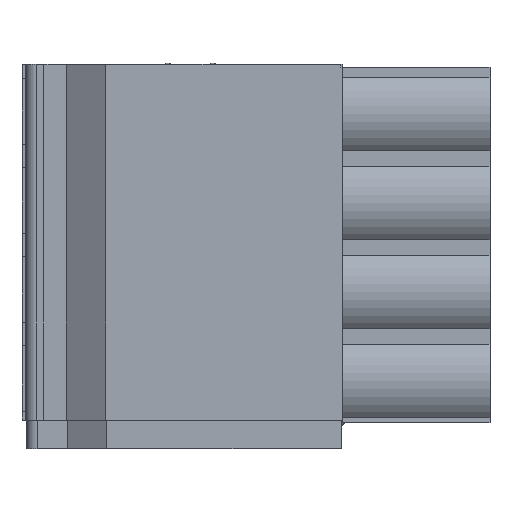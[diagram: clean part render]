
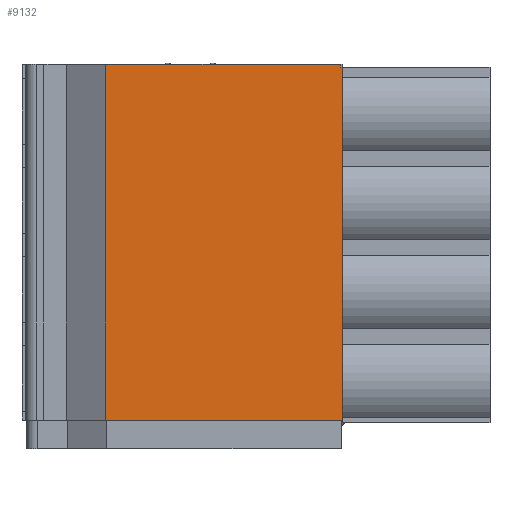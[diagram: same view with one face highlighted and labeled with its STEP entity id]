
A CAD part, front view. The second image highlights one B-rep face of the part: STEP entity #9132.
In plain terms, the highlighted planar face has unit normal (0, -1, 0).
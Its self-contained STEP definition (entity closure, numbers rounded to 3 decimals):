
#821=FACE_OUTER_BOUND('',#1410,.T.);
#1410=EDGE_LOOP('',(#7455,#7456,#7457,#7458,#7459,#7460));
#1914=LINE('',#12779,#2731);
#2594=LINE('',#14858,#3411);
#2595=LINE('',#14861,#3412);
#2596=LINE('',#14863,#3413);
#2597=LINE('',#14865,#3414);
#2598=LINE('',#14866,#3415);
#2731=VECTOR('',#10190,13.3);
#3411=VECTOR('',#12162,19.85);
#3412=VECTOR('',#12165,0.1);
#3413=VECTOR('',#12166,0.15);
#3414=VECTOR('',#12167,13.2);
#3415=VECTOR('',#12168,20.);
#3560=VERTEX_POINT('',#12776);
#3561=VERTEX_POINT('',#12778);
#4192=VERTEX_POINT('',#14856);
#4193=VERTEX_POINT('',#14860);
#4194=VERTEX_POINT('',#14862);
#4195=VERTEX_POINT('',#14864);
#4367=EDGE_CURVE('',#3560,#3561,#1914,.T.);
#5324=EDGE_CURVE('',#4192,#3560,#2594,.T.);
#5325=EDGE_CURVE('',#4193,#4192,#2595,.T.);
#5326=EDGE_CURVE('',#4193,#4194,#2596,.T.);
#5327=EDGE_CURVE('',#4194,#4195,#2597,.T.);
#5328=EDGE_CURVE('',#3561,#4195,#2598,.T.);
#7455=ORIENTED_EDGE('',*,*,#5324,.F.);
#7456=ORIENTED_EDGE('',*,*,#5325,.F.);
#7457=ORIENTED_EDGE('',*,*,#5326,.T.);
#7458=ORIENTED_EDGE('',*,*,#5327,.T.);
#7459=ORIENTED_EDGE('',*,*,#5328,.F.);
#7460=ORIENTED_EDGE('',*,*,#4367,.F.);
#8185=PLANE('',#9924);
#9132=ADVANCED_FACE('',(#821),#8185,.T.);
#9924=AXIS2_PLACEMENT_3D('',#14859,#12163,#12164);
#10190=DIRECTION('',(-1.,0.,0.));
#12162=DIRECTION('',(0.,0.,-1.));
#12163=DIRECTION('center_axis',(0.,-1.,0.));
#12164=DIRECTION('ref_axis',(0.,0.,-1.));
#12165=DIRECTION('',(1.,0.,0.));
#12166=DIRECTION('',(0.,0.,1.));
#12167=DIRECTION('',(-1.,0.,0.));
#12168=DIRECTION('',(0.,0.,1.));
#12776=CARTESIAN_POINT('',(282.415,121.473,-10.));
#12778=CARTESIAN_POINT('',(269.115,121.473,-10.));
#12779=CARTESIAN_POINT('',(282.415,121.473,-10.));
#14856=CARTESIAN_POINT('',(282.415,121.473,9.85));
#14858=CARTESIAN_POINT('',(282.415,121.473,4.85));
#14859=CARTESIAN_POINT('Origin',(282.415,121.473,5.));
#14860=CARTESIAN_POINT('',(282.315,121.473,9.85));
#14861=CARTESIAN_POINT('',(282.315,121.473,9.85));
#14862=CARTESIAN_POINT('',(282.315,121.473,10.));
#14863=CARTESIAN_POINT('',(282.315,121.473,9.85));
#14864=CARTESIAN_POINT('',(269.115,121.473,10.));
#14865=CARTESIAN_POINT('',(282.315,121.473,10.));
#14866=CARTESIAN_POINT('',(269.115,121.473,-5.));
